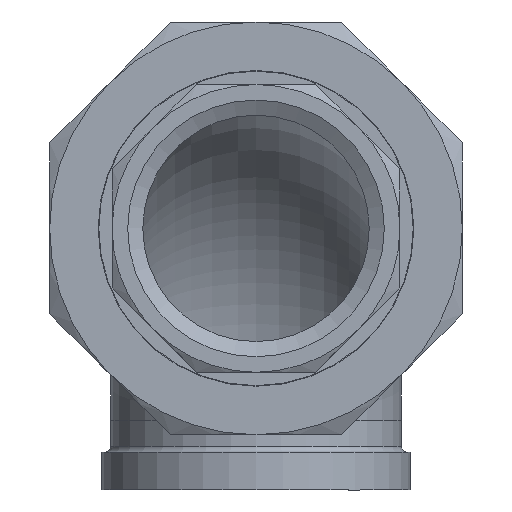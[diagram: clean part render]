
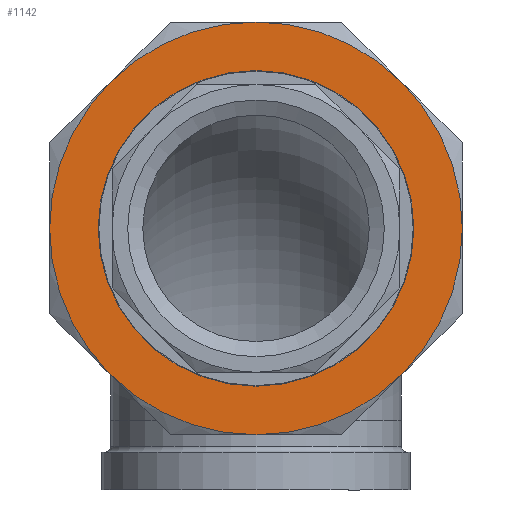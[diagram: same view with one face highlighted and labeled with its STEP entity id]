
A CAD part, left-side view. The second image highlights one B-rep face of the part: STEP entity #1142.
In plain terms, the highlighted planar face has unit normal (-1, 0, 0).
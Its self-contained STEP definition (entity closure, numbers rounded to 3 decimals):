
#49=FACE_BOUND('',#296,.T.);
#166=PLANE('',#1317);
#215=FACE_OUTER_BOUND('',#295,.T.);
#295=EDGE_LOOP('',(#873,#874,#875,#876,#877,#878,#879,#880));
#296=EDGE_LOOP('',(#881));
#362=CIRCLE('',#1279,35.5);
#363=CIRCLE('',#1281,35.5);
#364=CIRCLE('',#1283,35.5);
#365=CIRCLE('',#1285,35.5);
#366=CIRCLE('',#1287,35.5);
#367=CIRCLE('',#1289,35.5);
#368=CIRCLE('',#1291,35.5);
#369=CIRCLE('',#1293,35.5);
#378=CIRCLE('',#1313,27.15);
#492=VERTEX_POINT('',#1854);
#493=VERTEX_POINT('',#1858);
#495=VERTEX_POINT('',#1865);
#497=VERTEX_POINT('',#1875);
#499=VERTEX_POINT('',#1888);
#501=VERTEX_POINT('',#1898);
#503=VERTEX_POINT('',#1908);
#505=VERTEX_POINT('',#1918);
#514=VERTEX_POINT('',#1966);
#604=EDGE_CURVE('',#492,#493,#362,.T.);
#607=EDGE_CURVE('',#495,#492,#363,.T.);
#610=EDGE_CURVE('',#497,#495,#364,.T.);
#612=EDGE_CURVE('',#499,#497,#365,.T.);
#615=EDGE_CURVE('',#501,#499,#366,.T.);
#618=EDGE_CURVE('',#503,#501,#367,.T.);
#621=EDGE_CURVE('',#505,#503,#368,.T.);
#624=EDGE_CURVE('',#493,#505,#369,.T.);
#642=EDGE_CURVE('',#514,#514,#378,.T.);
#873=ORIENTED_EDGE('',*,*,#624,.T.);
#874=ORIENTED_EDGE('',*,*,#621,.T.);
#875=ORIENTED_EDGE('',*,*,#618,.T.);
#876=ORIENTED_EDGE('',*,*,#615,.T.);
#877=ORIENTED_EDGE('',*,*,#612,.T.);
#878=ORIENTED_EDGE('',*,*,#610,.T.);
#879=ORIENTED_EDGE('',*,*,#607,.T.);
#880=ORIENTED_EDGE('',*,*,#604,.T.);
#881=ORIENTED_EDGE('',*,*,#642,.T.);
#1142=ADVANCED_FACE('',(#215,#49),#166,.T.);
#1279=AXIS2_PLACEMENT_3D('',#1862,#1454,#1455);
#1281=AXIS2_PLACEMENT_3D('',#1872,#1458,#1459);
#1283=AXIS2_PLACEMENT_3D('',#1882,#1462,#1463);
#1285=AXIS2_PLACEMENT_3D('',#1889,#1466,#1467);
#1287=AXIS2_PLACEMENT_3D('',#1899,#1470,#1471);
#1289=AXIS2_PLACEMENT_3D('',#1909,#1474,#1475);
#1291=AXIS2_PLACEMENT_3D('',#1919,#1478,#1479);
#1293=AXIS2_PLACEMENT_3D('',#1928,#1482,#1483);
#1313=AXIS2_PLACEMENT_3D('',#1967,#1530,#1531);
#1317=AXIS2_PLACEMENT_3D('',#1974,#1541,#1542);
#1454=DIRECTION('center_axis',(-1.,0.,0.));
#1455=DIRECTION('ref_axis',(0.,1.,0.));
#1458=DIRECTION('center_axis',(-1.,0.,0.));
#1459=DIRECTION('ref_axis',(0.,1.,0.));
#1462=DIRECTION('center_axis',(-1.,0.,0.));
#1463=DIRECTION('ref_axis',(0.,1.,0.));
#1466=DIRECTION('center_axis',(-1.,0.,0.));
#1467=DIRECTION('ref_axis',(0.,1.,0.));
#1470=DIRECTION('center_axis',(-1.,0.,0.));
#1471=DIRECTION('ref_axis',(0.,1.,0.));
#1474=DIRECTION('center_axis',(-1.,0.,0.));
#1475=DIRECTION('ref_axis',(0.,1.,0.));
#1478=DIRECTION('center_axis',(-1.,0.,0.));
#1479=DIRECTION('ref_axis',(0.,1.,0.));
#1482=DIRECTION('center_axis',(-1.,0.,0.));
#1483=DIRECTION('ref_axis',(0.,1.,0.));
#1530=DIRECTION('center_axis',(1.,0.,0.));
#1531=DIRECTION('ref_axis',(0.,0.,1.));
#1541=DIRECTION('center_axis',(-1.,0.,0.));
#1542=DIRECTION('ref_axis',(0.,0.,1.));
#1854=CARTESIAN_POINT('',(-26.,0.,35.5));
#1858=CARTESIAN_POINT('',(-26.,25.102,25.102));
#1862=CARTESIAN_POINT('Origin',(-26.,0.,0.));
#1865=CARTESIAN_POINT('',(-26.,-25.102,25.102));
#1872=CARTESIAN_POINT('Origin',(-26.,0.,0.));
#1875=CARTESIAN_POINT('',(-26.,-35.5,0.));
#1882=CARTESIAN_POINT('Origin',(-26.,0.,0.));
#1888=CARTESIAN_POINT('',(-26.,-25.102,-25.102));
#1889=CARTESIAN_POINT('Origin',(-26.,0.,0.));
#1898=CARTESIAN_POINT('',(-26.,0.,-35.5));
#1899=CARTESIAN_POINT('Origin',(-26.,0.,0.));
#1908=CARTESIAN_POINT('',(-26.,25.102,-25.102));
#1909=CARTESIAN_POINT('Origin',(-26.,0.,0.));
#1918=CARTESIAN_POINT('',(-26.,35.5,0.));
#1919=CARTESIAN_POINT('Origin',(-26.,0.,0.));
#1928=CARTESIAN_POINT('Origin',(-26.,0.,0.));
#1966=CARTESIAN_POINT('',(-26.,0.,-27.15));
#1967=CARTESIAN_POINT('Origin',(-26.,0.,0.));
#1974=CARTESIAN_POINT('Origin',(-26.,0.,0.));
